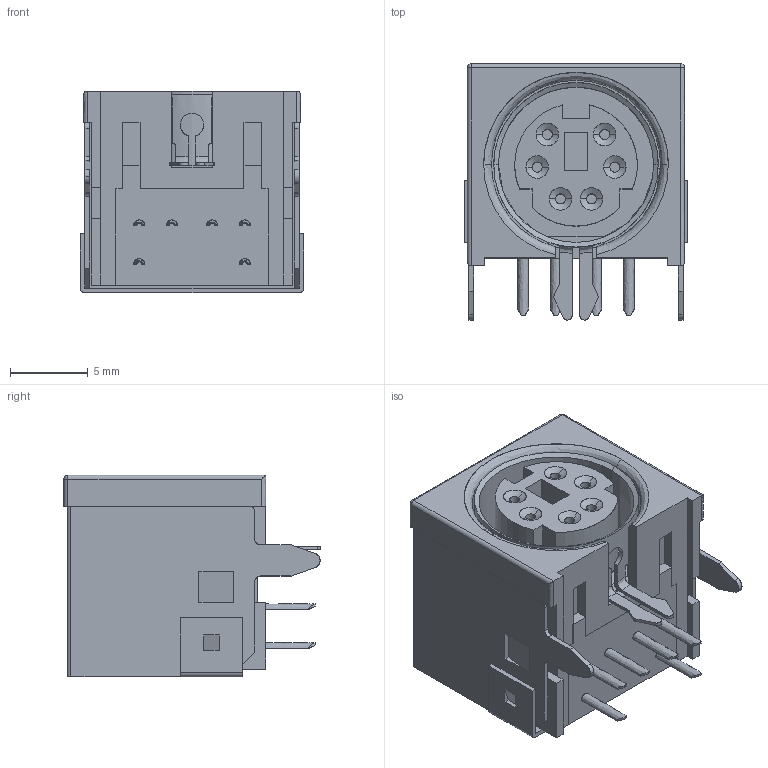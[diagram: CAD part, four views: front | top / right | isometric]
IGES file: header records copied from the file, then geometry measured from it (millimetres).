
Start section: SolidWorks IGES file using analytic representation for surfaces
Global section: file name: Will'KMDGX-6S-AS_rC4.IGS; native system: SolidWorks 2012; preprocessor: SolidWorks 2012; author: William; date: 130117.100050; units: millimetre
Bounding box: 14.41 x 16.5 x 13 mm (x, y, z)
Surface area: 2936.6 mm2 (no closed solid volume)
Topology: 0 solids, 0 shells, 297 faces, 2421 edges, 2419 vertices
Faces by surface type: bspline 214, revolution 83
